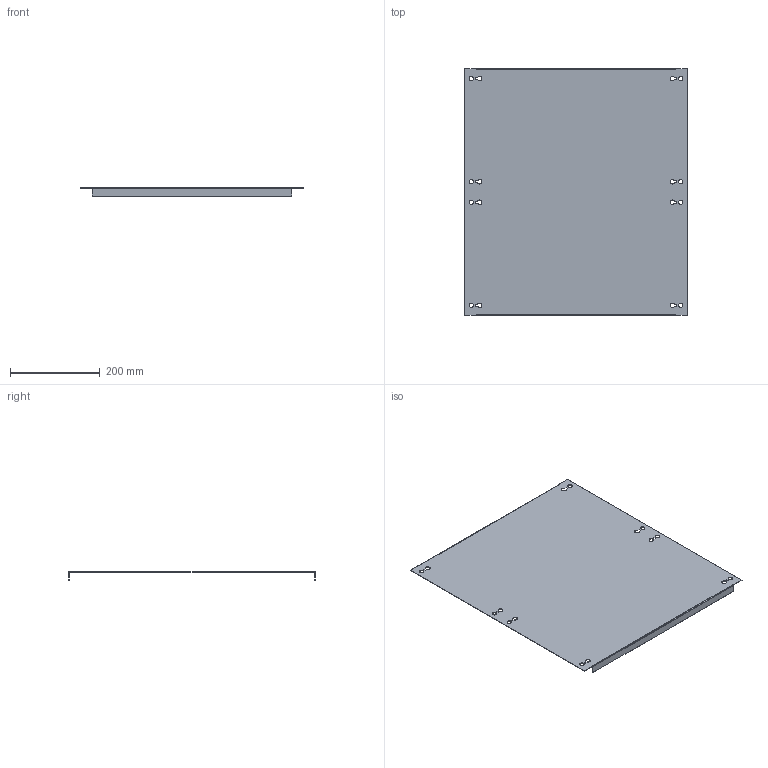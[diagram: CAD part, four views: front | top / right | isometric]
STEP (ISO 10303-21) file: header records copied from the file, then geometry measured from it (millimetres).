
FILE_DESCRIPTION (( 'STEP AP214' ), '1' );
FILE_NAME ('c_il056212-g_3d.stp', '2022-05-09T12:34:43', ( '' ), ( '' ), 'SwSTEP 2.0', 'SolidWorks 2021', '' );
FILE_SCHEMA (( 'AUTOMOTIVE_DESIGN' ));
Length unit declared in the file: millimetre
Products named in the file (1): c_il056212-g_3d
Bounding box: 497.5 x 551.5 x 18 mm (x, y, z)
Volume: 287503.6 mm3; surface area: 577764.7 mm2
Topology: 1 solids, 1 shells, 82 faces, 228 edges, 148 vertices
Faces by surface type: plane 50, cylinder 32
Entity records: 2722 total; most frequent: DIRECTION 462, CARTESIAN_POINT 459, ORIENTED_EDGE 456, EDGE_CURVE 228, LINE 160, VECTOR 160, AXIS2_PLACEMENT_3D 151, VERTEX_POINT 148
